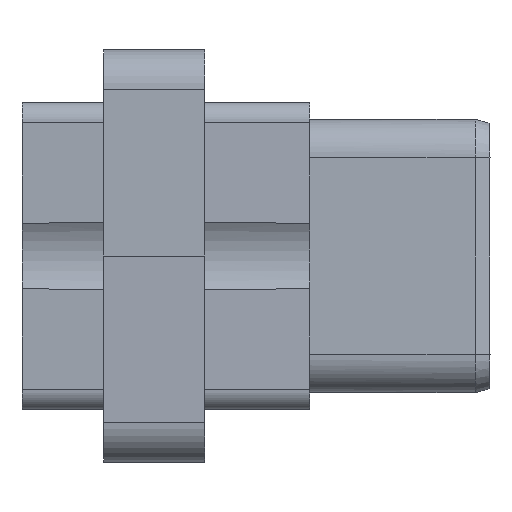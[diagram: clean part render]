
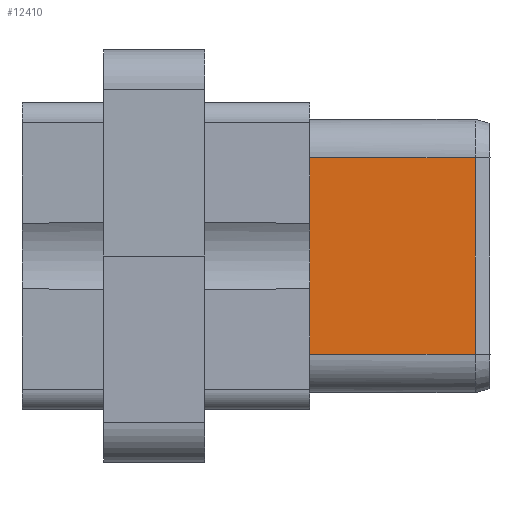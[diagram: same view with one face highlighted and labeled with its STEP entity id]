
A CAD part, front view. The second image highlights one B-rep face of the part: STEP entity #12410.
In plain terms, the highlighted planar face has unit normal (0.011, -1, 0).
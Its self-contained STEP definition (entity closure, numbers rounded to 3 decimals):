
#489=DIRECTION('',(0.,0.,1.));
#490=VECTOR('',#489,9.65);
#491=CARTESIAN_POINT('',(10.11,-20.915,-4.825));
#492=LINE('',#491,#490);
#3611=DIRECTION('',(0.,0.,-1.));
#3612=VECTOR('',#3611,9.65);
#3613=CARTESIAN_POINT('',(18.232,-20.823,4.825));
#3614=LINE('',#3613,#3612);
#3615=DIRECTION('',(1.,0.011,0.));
#3616=VECTOR('',#3615,8.123);
#3617=CARTESIAN_POINT('',(10.11,-20.915,-4.825));
#3618=LINE('',#3617,#3616);
#3619=DIRECTION('',(1.,0.011,0.));
#3620=VECTOR('',#3619,8.123);
#3621=CARTESIAN_POINT('',(10.11,-20.915,4.825));
#3622=LINE('',#3621,#3620);
#3623=CARTESIAN_POINT('',(18.232,-20.823,
-4.825));
#3725=CARTESIAN_POINT('',(18.232,-20.823,4.825));
#6500=CARTESIAN_POINT('',(10.11,-20.915,-4.825));
#6501=CARTESIAN_POINT('',(10.11,-20.915,4.825));
#6502=VERTEX_POINT('',#6500);
#6503=VERTEX_POINT('',#6501);
#6534=VERTEX_POINT('',#3623);
#6568=VERTEX_POINT('',#3725);
#12397=CARTESIAN_POINT('',(14.535,-20.865,0.));
#12398=DIRECTION('',(0.011,-1.,0.));
#12399=DIRECTION('',(0.,0.,1.));
#12400=AXIS2_PLACEMENT_3D('',#12397,#12398,#12399);
#12401=PLANE('',#12400);
#12402=ORIENTED_EDGE('',*,*,#12391,.T.);
#12404=ORIENTED_EDGE('',*,*,#12403,.F.);
#12405=ORIENTED_EDGE('',*,*,#8786,.T.);
#12407=ORIENTED_EDGE('',*,*,#12406,.T.);
#12408=EDGE_LOOP('',(#12402,#12404,#12405,#12407));
#12409=FACE_OUTER_BOUND('',#12408,.F.);
#12410=ADVANCED_FACE('',(#12409),#12401,.T.);
#8786=EDGE_CURVE('',#6502,#6503,#492,.T.);
#12391=EDGE_CURVE('',#6568,#6534,#3614,.T.);
#12403=EDGE_CURVE('',#6502,#6534,#3618,.T.);
#12406=EDGE_CURVE('',#6503,#6568,#3622,.T.);
